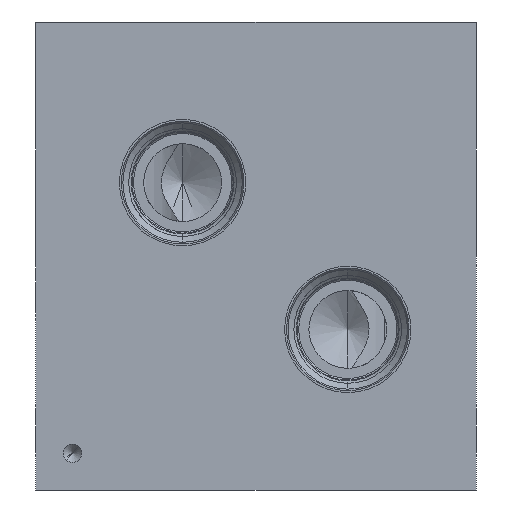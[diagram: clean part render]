
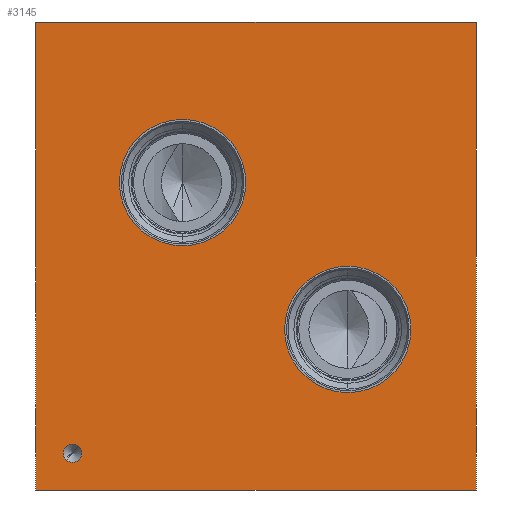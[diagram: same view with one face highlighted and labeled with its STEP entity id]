
A CAD part, front view. The second image highlights one B-rep face of the part: STEP entity #3145.
In plain terms, the highlighted planar face has unit normal (0, -1, 0).
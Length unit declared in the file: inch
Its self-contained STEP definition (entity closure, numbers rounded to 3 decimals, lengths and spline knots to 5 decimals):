
#5=DIRECTION('',(1.,0.,0.));
#6=VECTOR('',#5,3.);
#7=CARTESIAN_POINT('',(0.,-2.938,0.));
#8=LINE('',#7,#6);
#95=DIRECTION('',(0.,0.,1.));
#96=VECTOR('',#95,3.188);
#97=CARTESIAN_POINT('',(3.,-2.938,0.));
#98=LINE('',#97,#96);
#119=DIRECTION('',(0.,0.,1.));
#120=VECTOR('',#119,3.188);
#121=CARTESIAN_POINT('',(0.,-2.938,0.));
#122=LINE('',#121,#120);
#123=CARTESIAN_POINT('',(1.,-2.938,2.094));
#124=DIRECTION('',(0.,1.,0.));
#125=DIRECTION('',(0.,0.,-1.));
#126=AXIS2_PLACEMENT_3D('',#123,#124,#125);
#128=CARTESIAN_POINT('',(1.,-2.938,2.094));
#129=DIRECTION('',(0.,1.,0.));
#130=DIRECTION('',(0.,0.,1.));
#131=AXIS2_PLACEMENT_3D('',#128,#129,#130);
#133=CARTESIAN_POINT('',(2.125,-2.938,1.094));
#134=DIRECTION('',(0.,1.,0.));
#135=DIRECTION('',(0.,0.,-1.));
#136=AXIS2_PLACEMENT_3D('',#133,#134,#135);
#138=CARTESIAN_POINT('',(2.125,-2.938,1.094));
#139=DIRECTION('',(0.,1.,0.));
#140=DIRECTION('',(0.,0.,1.));
#141=AXIS2_PLACEMENT_3D('',#138,#139,#140);
#143=CARTESIAN_POINT('',(0.25,-2.938,0.25));
#144=DIRECTION('',(0.,1.,0.));
#145=DIRECTION('',(-0.643,0.,-0.766));
#146=AXIS2_PLACEMENT_3D('',#143,#144,#145);
#148=CARTESIAN_POINT('',(0.25,-2.938,0.25));
#149=DIRECTION('',(0.,1.,0.));
#150=DIRECTION('',(0.643,0.,0.766));
#151=AXIS2_PLACEMENT_3D('',#148,#149,#150);
#165=DIRECTION('',(1.,0.,0.));
#166=VECTOR('',#165,3.);
#167=CARTESIAN_POINT('',(0.,-2.938,3.188));
#168=LINE('',#167,#166);
#2615=CARTESIAN_POINT('',(0.,-2.938,0.));
#2617=VERTEX_POINT('',#2615);
#2618=CARTESIAN_POINT('',(3.,-2.938,0.));
#2619=VERTEX_POINT('',#2618);
#2623=CARTESIAN_POINT('',(0.,-2.938,3.188));
#2625=VERTEX_POINT('',#2623);
#2626=CARTESIAN_POINT('',(3.,-2.938,3.188));
#2627=VERTEX_POINT('',#2626);
#2782=CARTESIAN_POINT('',(1.,-2.938,2.5245));
#2783=VERTEX_POINT('',#2782);
#2788=CARTESIAN_POINT('',(1.,-2.938,1.6635));
#2789=VERTEX_POINT('',#2788);
#2846=CARTESIAN_POINT('',(2.125,-2.938,1.5245));
#2847=VERTEX_POINT('',#2846);
#2852=CARTESIAN_POINT('',(2.125,-2.938,0.6635));
#2853=VERTEX_POINT('',#2852);
#2877=CARTESIAN_POINT('',(0.21015,-2.938,
0.20251));
#2878=CARTESIAN_POINT('',(0.28985,-2.938,
0.29749));
#2879=VERTEX_POINT('',#2877);
#2880=VERTEX_POINT('',#2878);
#3115=CARTESIAN_POINT('',(0.,-2.938,0.));
#3116=DIRECTION('',(0.,-1.,0.));
#3117=DIRECTION('',(1.,0.,0.));
#3118=AXIS2_PLACEMENT_3D('',#3115,#3116,#3117);
#3119=PLANE('',#3118);
#3120=ORIENTED_EDGE('',*,*,#3009,.F.);
#3121=ORIENTED_EDGE('',*,*,#3040,.T.);
#3123=ORIENTED_EDGE('',*,*,#3122,.T.);
#3124=ORIENTED_EDGE('',*,*,#3095,.F.);
#3125=EDGE_LOOP('',(#3120,#3121,#3123,#3124));
#3126=FACE_OUTER_BOUND('',#3125,.F.);
#3128=ORIENTED_EDGE('',*,*,#3127,.F.);
#3130=ORIENTED_EDGE('',*,*,#3129,.F.);
#3131=EDGE_LOOP('',(#3128,#3130));
#3132=FACE_BOUND('',#3131,.F.);
#3134=ORIENTED_EDGE('',*,*,#3133,.F.);
#3136=ORIENTED_EDGE('',*,*,#3135,.F.);
#3137=EDGE_LOOP('',(#3134,#3136));
#3138=FACE_BOUND('',#3137,.F.);
#3140=ORIENTED_EDGE('',*,*,#3139,.F.);
#3142=ORIENTED_EDGE('',*,*,#3141,.F.);
#3143=EDGE_LOOP('',(#3140,#3142));
#3144=FACE_BOUND('',#3143,.F.);
#3145=ADVANCED_FACE('',(#3126,#3132,#3138,#3144),#3119,.T.);
#127=CIRCLE('',#126,0.4305);
#132=CIRCLE('',#131,0.4305);
#137=CIRCLE('',#136,0.4305);
#142=CIRCLE('',#141,0.4305);
#147=CIRCLE('',#146,0.062);
#152=CIRCLE('',#151,0.062);
#3009=EDGE_CURVE('',#2617,#2619,#8,.T.);
#3040=EDGE_CURVE('',#2617,#2625,#122,.T.);
#3095=EDGE_CURVE('',#2619,#2627,#98,.T.);
#3122=EDGE_CURVE('',#2625,#2627,#168,.T.);
#3127=EDGE_CURVE('',#2789,#2783,#127,.T.);
#3129=EDGE_CURVE('',#2783,#2789,#132,.T.);
#3133=EDGE_CURVE('',#2853,#2847,#137,.T.);
#3135=EDGE_CURVE('',#2847,#2853,#142,.T.);
#3139=EDGE_CURVE('',#2879,#2880,#147,.T.);
#3141=EDGE_CURVE('',#2880,#2879,#152,.T.);
